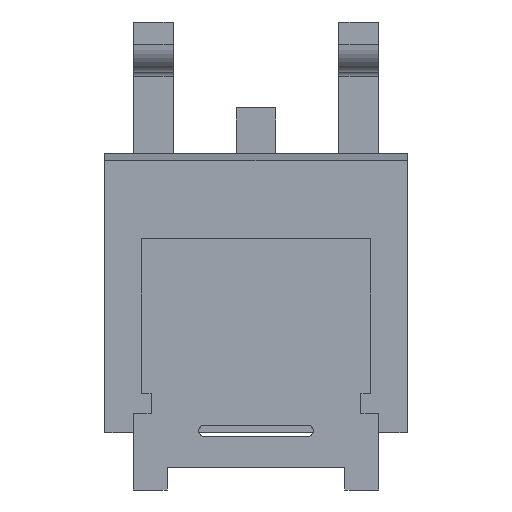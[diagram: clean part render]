
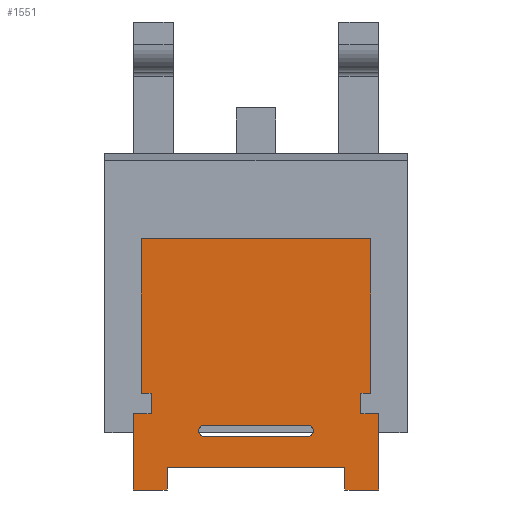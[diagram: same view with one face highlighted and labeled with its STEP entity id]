
A CAD part, front view. The second image highlights one B-rep face of the part: STEP entity #1551.
In plain terms, the highlighted planar face has unit normal (0, -1, 0).
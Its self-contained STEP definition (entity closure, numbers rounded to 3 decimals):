
#18=FACE_BOUND('',#202,.T.);
#33=CIRCLE('',#1640,0.127);
#35=CIRCLE('',#1644,0.127);
#115=FACE_OUTER_BOUND('',#201,.T.);
#201=EDGE_LOOP('',(#1240,#1241,#1242,#1243,#1244,#1245,#1246,#1247,#1248,
#1249,#1250,#1251,#1252,#1253,#1254,#1255));
#202=EDGE_LOOP('',(#1256,#1257,#1258,#1259));
#308=LINE('',#2291,#503);
#313=LINE('',#2305,#508);
#316=LINE('',#2315,#511);
#320=LINE('',#2323,#515);
#323=LINE('',#2329,#518);
#326=LINE('',#2335,#521);
#329=LINE('',#2341,#524);
#332=LINE('',#2347,#527);
#335=LINE('',#2353,#530);
#338=LINE('',#2359,#533);
#341=LINE('',#2365,#536);
#344=LINE('',#2371,#539);
#347=LINE('',#2377,#542);
#350=LINE('',#2383,#545);
#353=LINE('',#2389,#548);
#356=LINE('',#2395,#551);
#359=LINE('',#2401,#554);
#362=LINE('',#2406,#557);
#503=VECTOR('',#1858,10.);
#508=VECTOR('',#1871,10.);
#511=VECTOR('',#1882,10.);
#515=VECTOR('',#1888,10.);
#518=VECTOR('',#1893,10.);
#521=VECTOR('',#1898,10.);
#524=VECTOR('',#1903,10.);
#527=VECTOR('',#1908,10.);
#530=VECTOR('',#1913,10.);
#533=VECTOR('',#1918,10.);
#536=VECTOR('',#1923,10.);
#539=VECTOR('',#1928,10.);
#542=VECTOR('',#1933,10.);
#545=VECTOR('',#1938,10.);
#548=VECTOR('',#1943,10.);
#551=VECTOR('',#1948,10.);
#554=VECTOR('',#1953,10.);
#557=VECTOR('',#1958,10.);
#675=VERTEX_POINT('',#2289);
#676=VERTEX_POINT('',#2290);
#679=VERTEX_POINT('',#2298);
#681=VERTEX_POINT('',#2304);
#683=VERTEX_POINT('',#2313);
#684=VERTEX_POINT('',#2314);
#687=VERTEX_POINT('',#2322);
#689=VERTEX_POINT('',#2328);
#691=VERTEX_POINT('',#2334);
#693=VERTEX_POINT('',#2340);
#695=VERTEX_POINT('',#2346);
#697=VERTEX_POINT('',#2352);
#699=VERTEX_POINT('',#2358);
#701=VERTEX_POINT('',#2364);
#703=VERTEX_POINT('',#2370);
#705=VERTEX_POINT('',#2376);
#707=VERTEX_POINT('',#2382);
#709=VERTEX_POINT('',#2388);
#711=VERTEX_POINT('',#2394);
#713=VERTEX_POINT('',#2400);
#846=EDGE_CURVE('',#675,#676,#308,.T.);
#850=EDGE_CURVE('',#679,#675,#33,.T.);
#853=EDGE_CURVE('',#681,#679,#313,.T.);
#856=EDGE_CURVE('',#676,#681,#35,.T.);
#858=EDGE_CURVE('',#683,#684,#316,.T.);
#862=EDGE_CURVE('',#684,#687,#320,.T.);
#865=EDGE_CURVE('',#687,#689,#323,.T.);
#868=EDGE_CURVE('',#689,#691,#326,.T.);
#871=EDGE_CURVE('',#691,#693,#329,.T.);
#874=EDGE_CURVE('',#695,#693,#332,.T.);
#877=EDGE_CURVE('',#697,#695,#335,.T.);
#880=EDGE_CURVE('',#699,#697,#338,.T.);
#883=EDGE_CURVE('',#701,#699,#341,.T.);
#886=EDGE_CURVE('',#703,#701,#344,.T.);
#889=EDGE_CURVE('',#705,#703,#347,.T.);
#892=EDGE_CURVE('',#705,#707,#350,.T.);
#895=EDGE_CURVE('',#707,#709,#353,.T.);
#898=EDGE_CURVE('',#711,#709,#356,.T.);
#901=EDGE_CURVE('',#713,#711,#359,.T.);
#904=EDGE_CURVE('',#683,#713,#362,.T.);
#1240=ORIENTED_EDGE('',*,*,#904,.F.);
#1241=ORIENTED_EDGE('',*,*,#858,.T.);
#1242=ORIENTED_EDGE('',*,*,#862,.T.);
#1243=ORIENTED_EDGE('',*,*,#865,.T.);
#1244=ORIENTED_EDGE('',*,*,#868,.T.);
#1245=ORIENTED_EDGE('',*,*,#871,.T.);
#1246=ORIENTED_EDGE('',*,*,#874,.F.);
#1247=ORIENTED_EDGE('',*,*,#877,.F.);
#1248=ORIENTED_EDGE('',*,*,#880,.F.);
#1249=ORIENTED_EDGE('',*,*,#883,.F.);
#1250=ORIENTED_EDGE('',*,*,#886,.F.);
#1251=ORIENTED_EDGE('',*,*,#889,.F.);
#1252=ORIENTED_EDGE('',*,*,#892,.T.);
#1253=ORIENTED_EDGE('',*,*,#895,.T.);
#1254=ORIENTED_EDGE('',*,*,#898,.F.);
#1255=ORIENTED_EDGE('',*,*,#901,.F.);
#1256=ORIENTED_EDGE('',*,*,#856,.F.);
#1257=ORIENTED_EDGE('',*,*,#846,.F.);
#1258=ORIENTED_EDGE('',*,*,#850,.F.);
#1259=ORIENTED_EDGE('',*,*,#853,.F.);
#1474=PLANE('',#1663);
#1551=ADVANCED_FACE('',(#115,#18),#1474,.F.);
#1640=AXIS2_PLACEMENT_3D('',#2299,#1864,#1865);
#1644=AXIS2_PLACEMENT_3D('',#2310,#1876,#1877);
#1663=AXIS2_PLACEMENT_3D('',#2409,#1962,#1963);
#1858=DIRECTION('',(-1.,0.,0.));
#1864=DIRECTION('center_axis',(0.,-1.,0.));
#1865=DIRECTION('ref_axis',(1.,0.,0.));
#1871=DIRECTION('',(1.,0.,0.));
#1876=DIRECTION('center_axis',(0.,-1.,0.));
#1877=DIRECTION('ref_axis',(1.,0.,0.));
#1882=DIRECTION('',(1.,0.,0.));
#1888=DIRECTION('',(0.,0.,1.));
#1893=DIRECTION('',(-1.,0.,0.));
#1898=DIRECTION('',(0.,0.,1.));
#1903=DIRECTION('',(1.,0.,0.));
#1908=DIRECTION('',(0.,0.,-1.));
#1913=DIRECTION('',(1.,0.,0.));
#1918=DIRECTION('',(0.,0.,1.));
#1923=DIRECTION('',(-1.,0.,0.));
#1928=DIRECTION('',(0.,0.,1.));
#1933=DIRECTION('',(1.,0.,0.));
#1938=DIRECTION('',(0.,0.,-1.));
#1943=DIRECTION('',(1.,0.,0.));
#1948=DIRECTION('',(0.,0.,-1.));
#1953=DIRECTION('',(-1.,0.,0.));
#1958=DIRECTION('',(0.,0.,1.));
#1962=DIRECTION('center_axis',(0.,1.,0.));
#1963=DIRECTION('ref_axis',(1.,0.,0.));
#2289=CARTESIAN_POINT('',(1.15,0.,-2.933));
#2290=CARTESIAN_POINT('',(-1.149,0.,-2.933));
#2291=CARTESIAN_POINT('',(1.15,0.,-2.933));
#2298=CARTESIAN_POINT('',(1.15,0.,-3.186));
#2299=CARTESIAN_POINT('Origin',(1.15,0.,-3.06));
#2304=CARTESIAN_POINT('',(-1.149,0.,-3.186));
#2305=CARTESIAN_POINT('',(-1.149,0.,-3.186));
#2310=CARTESIAN_POINT('Origin',(-1.149,0.,-3.06));
#2313=CARTESIAN_POINT('',(1.98,0.,-4.38));
#2314=CARTESIAN_POINT('',(2.73,0.,-4.38));
#2315=CARTESIAN_POINT('',(-2.73,0.,-4.38));
#2322=CARTESIAN_POINT('',(2.73,0.,-2.685));
#2323=CARTESIAN_POINT('',(2.73,0.,-4.38));
#2328=CARTESIAN_POINT('',(2.334,0.,-2.685));
#2329=CARTESIAN_POINT('',(2.73,0.,-2.685));
#2334=CARTESIAN_POINT('',(2.334,0.,-2.223));
#2335=CARTESIAN_POINT('',(2.334,0.,-2.685));
#2340=CARTESIAN_POINT('',(2.552,0.,-2.223));
#2341=CARTESIAN_POINT('',(2.334,0.,-2.223));
#2346=CARTESIAN_POINT('',(2.552,0.,1.21));
#2347=CARTESIAN_POINT('',(2.552,0.,1.21));
#2352=CARTESIAN_POINT('',(-2.552,0.,1.21));
#2353=CARTESIAN_POINT('',(-2.552,0.,1.21));
#2358=CARTESIAN_POINT('',(-2.552,0.,-2.223));
#2359=CARTESIAN_POINT('',(-2.552,0.,-2.223));
#2364=CARTESIAN_POINT('',(-2.334,0.,-2.223));
#2365=CARTESIAN_POINT('',(-2.334,0.,-2.223));
#2370=CARTESIAN_POINT('',(-2.334,0.,-2.685));
#2371=CARTESIAN_POINT('',(-2.334,0.,-2.685));
#2376=CARTESIAN_POINT('',(-2.73,0.,-2.685));
#2377=CARTESIAN_POINT('',(-2.73,0.,-2.685));
#2382=CARTESIAN_POINT('',(-2.73,0.,-4.38));
#2383=CARTESIAN_POINT('',(-2.73,0.,1.21));
#2388=CARTESIAN_POINT('',(-1.98,0.,-4.38));
#2389=CARTESIAN_POINT('',(-2.73,0.,-4.38));
#2394=CARTESIAN_POINT('',(-1.98,0.,-3.88));
#2395=CARTESIAN_POINT('',(-1.98,0.,-3.88));
#2400=CARTESIAN_POINT('',(1.98,0.,-3.88));
#2401=CARTESIAN_POINT('',(1.98,0.,-3.88));
#2406=CARTESIAN_POINT('',(1.98,0.,-4.38));
#2409=CARTESIAN_POINT('Origin',(0.,0.,-1.585));
